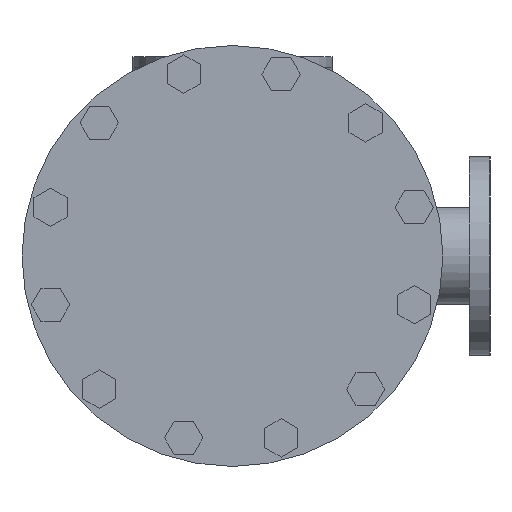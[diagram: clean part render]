
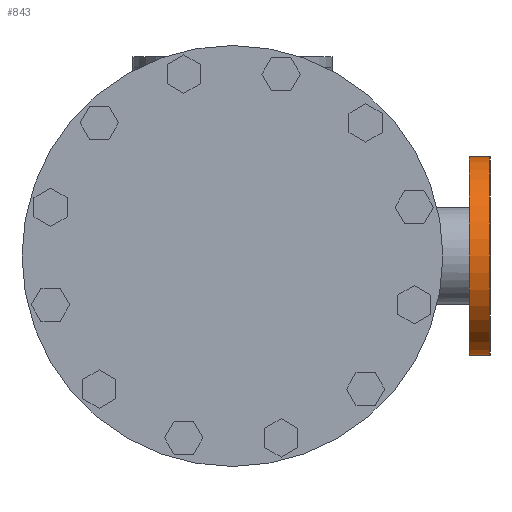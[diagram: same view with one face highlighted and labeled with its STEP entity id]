
A CAD part, left-side view. The second image highlights one B-rep face of the part: STEP entity #843.
In plain terms, the highlighted cylindrical face has radius 114.3 mm (diameter 228.6 mm), a partial arc.
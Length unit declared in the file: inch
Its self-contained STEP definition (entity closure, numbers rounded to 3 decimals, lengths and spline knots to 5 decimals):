
#434 = LINE ( 'NONE', #15022, #2566 ) ;
#487 = CYLINDRICAL_SURFACE ( 'NONE', #22404, 4.5 ) ;
#551 = EDGE_CURVE ( 'NONE', #3413, #18537, #3542, .T. ) ;
#738 = ORIENTED_EDGE ( 'NONE', *, *, #551, .T. ) ;
#843 = ADVANCED_FACE ( 'NONE', ( #12407 ), #487, .T. ) ;
#2041 = VERTEX_POINT ( 'NONE', #12567 ) ;
#2075 = DIRECTION ( 'NONE',  ( 0., 0., 1. ) ) ;
#2437 = CARTESIAN_POINT ( 'NONE',  ( 706.75562, 173.47479, 0. ) ) ;
#2566 = VECTOR ( 'NONE', #17153, 39.37008 ) ;
#3413 = VERTEX_POINT ( 'NONE', #25119 ) ;
#3542 = LINE ( 'NONE', #6514, #6278 ) ;
#3846 = DIRECTION ( 'NONE',  ( 0., 0., 1. ) ) ;
#5358 = ORIENTED_EDGE ( 'NONE', *, *, #12323, .T. ) ;
#6278 = VECTOR ( 'NONE', #19987, 39.37008 ) ;
#6514 = CARTESIAN_POINT ( 'NONE',  ( 706.75562, 173.47479, 4.5 ) ) ;
#7178 = EDGE_LOOP ( 'NONE', ( #23816, #5358, #738, #20286 ) ) ;
#7274 = DIRECTION ( 'NONE',  ( 0., 1., 0. ) ) ;
#9077 = EDGE_CURVE ( 'NONE', #2041, #20165, #434, .T. ) ;
#9667 = DIRECTION ( 'NONE',  ( 0., 1., 0. ) ) ;
#10585 = DIRECTION ( 'NONE',  ( 0., 1., 0. ) ) ;
#11736 = CARTESIAN_POINT ( 'NONE',  ( 706.75562, 173.47479, 0. ) ) ;
#12323 = EDGE_CURVE ( 'NONE', #2041, #3413, #15999, .T. ) ;
#12407 = FACE_OUTER_BOUND ( 'NONE', #7178, .T. ) ;
#12567 = CARTESIAN_POINT ( 'NONE',  ( 706.75562, 172.53479, -4.5 ) ) ;
#13685 = AXIS2_PLACEMENT_3D ( 'NONE', #11736, #9667, #2075 ) ;
#13995 = EDGE_CURVE ( 'NONE', #20165, #18537, #15295, .T. ) ;
#14407 = CARTESIAN_POINT ( 'NONE',  ( 706.75562, 172.53479, 0. ) ) ;
#15022 = CARTESIAN_POINT ( 'NONE',  ( 706.75562, 173.47479, -4.5 ) ) ;
#15295 = CIRCLE ( 'NONE', #13685, 4.5 ) ;
#15999 = CIRCLE ( 'NONE', #19474, 4.5 ) ;
#16212 = DIRECTION ( 'NONE',  ( 0., 0., 1. ) ) ;
#17153 = DIRECTION ( 'NONE',  ( 0., 1., 0. ) ) ;
#18537 = VERTEX_POINT ( 'NONE', #22999 ) ;
#19474 = AXIS2_PLACEMENT_3D ( 'NONE', #14407, #10585, #16212 ) ;
#19987 = DIRECTION ( 'NONE',  ( 0., 1., 0. ) ) ;
#20165 = VERTEX_POINT ( 'NONE', #21891 ) ;
#20286 = ORIENTED_EDGE ( 'NONE', *, *, #13995, .F. ) ;
#21891 = CARTESIAN_POINT ( 'NONE',  ( 706.75562, 173.47479, -4.5 ) ) ;
#22404 = AXIS2_PLACEMENT_3D ( 'NONE', #2437, #7274, #3846 ) ;
#22999 = CARTESIAN_POINT ( 'NONE',  ( 706.75562, 173.47479, 4.5 ) ) ;
#23816 = ORIENTED_EDGE ( 'NONE', *, *, #9077, .F. ) ;
#25119 = CARTESIAN_POINT ( 'NONE',  ( 706.75562, 172.53479, 4.5 ) ) ;
